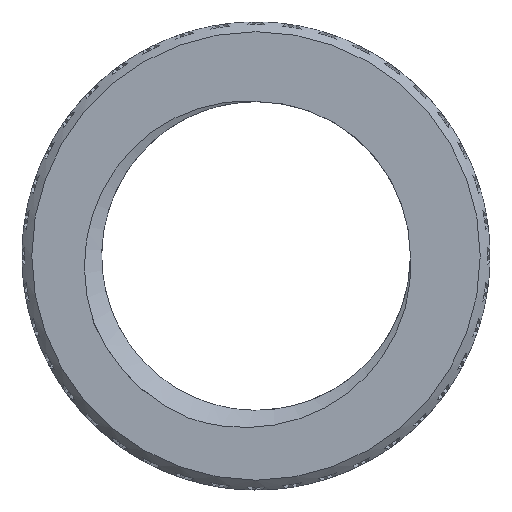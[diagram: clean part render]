
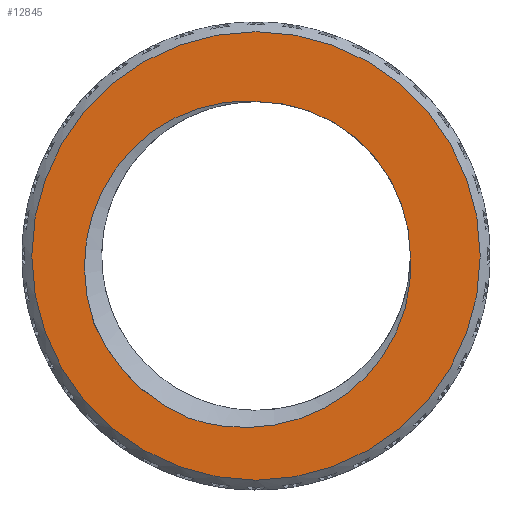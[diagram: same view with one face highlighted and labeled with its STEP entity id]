
A CAD part, top view. The second image highlights one B-rep face of the part: STEP entity #12845.
In plain terms, the highlighted planar face has unit normal (0, 0, 1).
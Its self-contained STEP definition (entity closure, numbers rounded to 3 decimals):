
#21=PLANE('',#13110);
#150=CIRCLE('',#13100,11.5);
#153=CIRCLE('',#13105,7.918);
#155=CIRCLE('',#13109,9.);
#4381=ORIENTED_EDGE('',*,*,#6439,.T.);
#4382=ORIENTED_EDGE('',*,*,#6436,.T.);
#4383=ORIENTED_EDGE('',*,*,#6434,.F.);
#4384=ORIENTED_EDGE('',*,*,#6430,.T.);
#4385=ORIENTED_EDGE('',*,*,#6426,.F.);
#6426=EDGE_CURVE('',#7640,#7640,#150,.T.);
#6430=EDGE_CURVE('',#7645,#7644,#9571,.T.);
#6434=EDGE_CURVE('',#7645,#7646,#153,.T.);
#6436=EDGE_CURVE('',#7649,#7646,#9573,.T.);
#6439=EDGE_CURVE('',#7644,#7649,#155,.T.);
#7640=VERTEX_POINT('',#36500);
#7644=VERTEX_POINT('',#36776);
#7645=VERTEX_POINT('',#36785);
#7646=VERTEX_POINT('',#37125);
#7649=VERTEX_POINT('',#37242);
#9571=B_SPLINE_CURVE_WITH_KNOTS('',3,(#36777,#36778,#36779,#36780,#36781,
#36782,#36783,#36784),.UNSPECIFIED.,.F.,.F.,(4,1,1,1,1,4),(0.,
0.004,0.008,0.012,0.015,
0.017),.UNSPECIFIED.);
#9573=B_SPLINE_CURVE_WITH_KNOTS('',3,(#37235,#37236,#37237,#37238,#37239,
#37240,#37241),.UNSPECIFIED.,.F.,.F.,(4,1,1,1,4),(0.,
0.004,0.008,0.012,0.017),
 .UNSPECIFIED.);
#10424=EDGE_LOOP('',(#4381,#4382,#4383,#4384));
#10425=EDGE_LOOP('',(#4385));
#11276=FACE_BOUND('',#10424,.T.);
#11277=FACE_BOUND('',#10425,.T.);
#12845=ADVANCED_FACE('',(#11276,#11277),#21,.F.);
#13100=AXIS2_PLACEMENT_3D('',#36499,#13595,#13596);
#13105=AXIS2_PLACEMENT_3D('',#37128,#13605,#13606);
#13109=AXIS2_PLACEMENT_3D('',#37415,#13613,#13614);
#13110=AXIS2_PLACEMENT_3D('',#37416,#13615,#13616);
#13595=DIRECTION('',(0.,0.,-1.));
#13596=DIRECTION('',(-1.,0.,0.));
#13605=DIRECTION('',(0.,0.,1.));
#13606=DIRECTION('',(1.,0.,0.));
#13613=DIRECTION('',(0.,0.,-1.));
#13614=DIRECTION('',(-1.,0.,0.));
#13615=DIRECTION('',(0.,0.,-1.));
#13616=DIRECTION('',(-1.,0.,0.));
#36499=CARTESIAN_POINT('',(0.,0.,2.5));
#36500=CARTESIAN_POINT('',(-11.5,0.,2.5));
#36776=CARTESIAN_POINT('',(-3.448,-8.313,2.5));
#36777=CARTESIAN_POINT('',(7.918,0.,2.5));
#36778=CARTESIAN_POINT('',(8.013,-1.397,2.5));
#36779=CARTESIAN_POINT('',(7.462,-4.194,2.5));
#36780=CARTESIAN_POINT('',(4.677,-7.483,2.5));
#36781=CARTESIAN_POINT('',(1.369,-8.788,2.5));
#36782=CARTESIAN_POINT('',(-1.438,-8.838,2.5));
#36783=CARTESIAN_POINT('',(-2.786,-8.541,2.5));
#36784=CARTESIAN_POINT('',(-3.448,-8.313,2.5));
#36785=CARTESIAN_POINT('',(7.918,0.,2.5));
#37125=CARTESIAN_POINT('',(0.,7.918,2.5));
#37128=CARTESIAN_POINT('',(0.,0.,2.5));
#37235=CARTESIAN_POINT('',(-8.317,-3.439,2.5));
#37236=CARTESIAN_POINT('',(-8.772,-2.116,2.5));
#37237=CARTESIAN_POINT('',(-9.048,0.711,2.5));
#37238=CARTESIAN_POINT('',(-7.469,4.7,2.5));
#37239=CARTESIAN_POINT('',(-4.187,7.461,2.5));
#37240=CARTESIAN_POINT('',(-1.397,8.016,2.5));
#37241=CARTESIAN_POINT('',(0.,7.918,2.5));
#37242=CARTESIAN_POINT('',(-8.317,-3.439,2.5));
#37415=CARTESIAN_POINT('',(0.,0.,2.5));
#37416=CARTESIAN_POINT('',(0.,0.,2.5));
